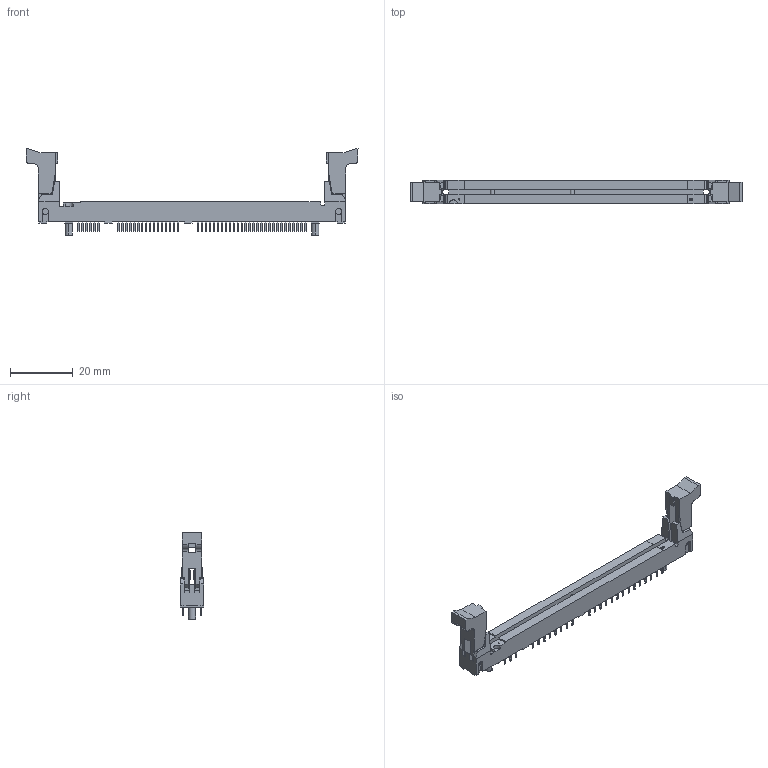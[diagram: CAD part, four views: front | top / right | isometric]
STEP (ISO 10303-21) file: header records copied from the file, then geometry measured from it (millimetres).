
FILE_DESCRIPTION(('STEP AP242'),'1');
FILE_NAME('5390213-1.stp','2021-06-09T19:25:34',('TraceParts'),('TraceParts S.A.'),'Spatial InterOp 3D',' ',' ');
FILE_SCHEMA(('AP242_MANAGED_MODEL_BASED_3D_ENGINEERING_MIM_LF {1 0 10303 442 1 1 4}'));
Length unit declared in the file: millimetre
Products named in the file (1): 5390213-1
Bounding box: 106 x 7.54 x 27.57 mm (x, y, z)
Volume: 5241.3 mm3; surface area: 6029.5 mm2
Topology: 1 solids, 1 shells, 907 faces, 2435 edges, 1610 vertices
Faces by surface type: plane 866, cylinder 41
Entity records: 27862 total; most frequent: CARTESIAN_POINT 4969, ORIENTED_EDGE 4870, DIRECTION 4341, EDGE_CURVE 2435, LINE 2337, VECTOR 2337, VERTEX_POINT 1610, EDGE_LOOP 1015
